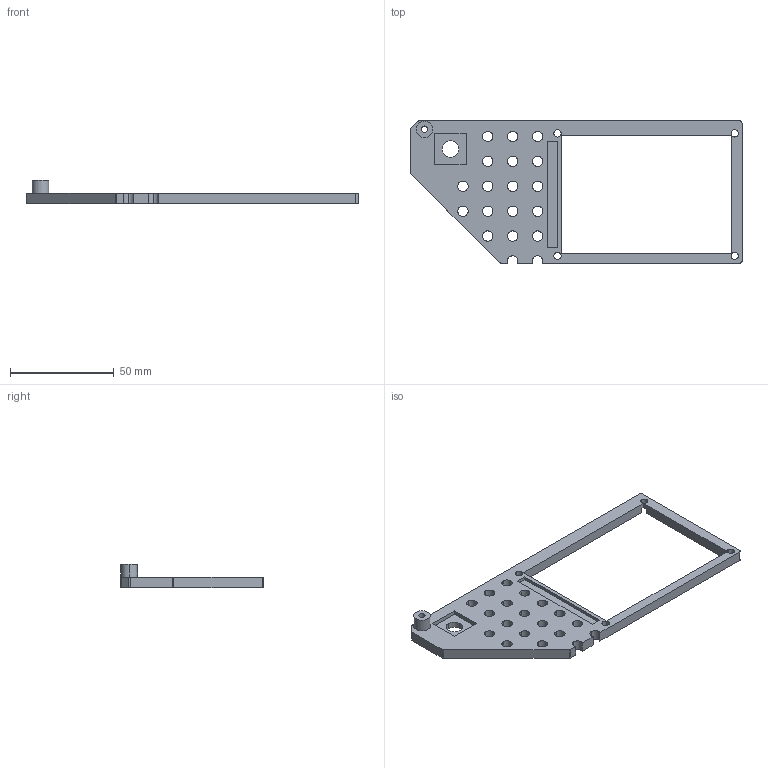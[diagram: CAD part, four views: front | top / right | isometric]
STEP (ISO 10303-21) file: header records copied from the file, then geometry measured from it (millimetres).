
FILE_DESCRIPTION(/* description */ ('VariCAD 2012-2.07 AP-214'),/* implementation_level */ '2;1');
FILE_NAME(/* name */ 'DisplayAdapter',/* time_stamp */ '2019-10-17T11:14:20+02:00',/* author */ (''),/* organization */ (''),/* preprocessor_version */ 'ST-DEVELOPER v12',/* originating_system */ 'VariCAD 2012-2.07; kernel version (20100102)',/* authorisation */ '');
FILE_SCHEMA (('AUTOMOTIVE_DESIGN'));
Length unit declared in the file: millimetre
Products named in the file (1): Part
Bounding box: 160 x 68.5 x 11.25 mm (x, y, z)
Volume: 23722.7 mm3; surface area: 15583.4 mm2
Topology: 1 solids, 1 shells, 122 faces, 348 edges, 231 vertices
Faces by surface type: plane 62, cylinder 60
Entity records: 4130 total; most frequent: DIRECTION 715, CARTESIAN_POINT 703, ORIENTED_EDGE 696, EDGE_CURVE 348, AXIS2_PLACEMENT_3D 243, VERTEX_POINT 231, LINE 229, VECTOR 229
